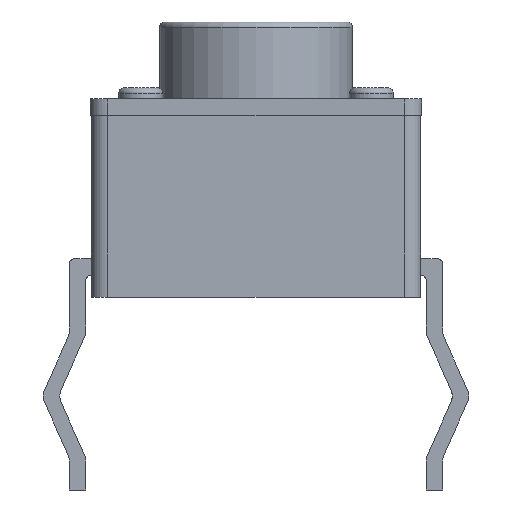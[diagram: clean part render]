
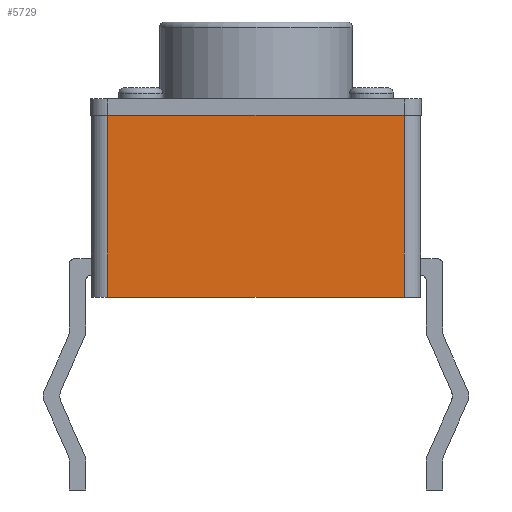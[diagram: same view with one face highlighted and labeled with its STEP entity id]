
A CAD part, left-side view. The second image highlights one B-rep face of the part: STEP entity #5729.
In plain terms, the highlighted planar face has unit normal (-1, 0, 0).
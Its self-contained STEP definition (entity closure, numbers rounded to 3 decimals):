
#4467 = PLANE('',#4468);
#4468 = AXIS2_PLACEMENT_3D('',#4469,#4470,#4471);
#4469 = CARTESIAN_POINT('',(-2.695,-2.695,3.36));
#4470 = DIRECTION('',(0.,0.,1.));
#4471 = DIRECTION('',(0.,-1.,0.));
#4738 = EDGE_CURVE('',#4739,#4741,#4743,.T.);
#4739 = VERTEX_POINT('',#4740);
#4740 = CARTESIAN_POINT('',(-2.995,2.695,3.36));
#4741 = VERTEX_POINT('',#4742);
#4742 = CARTESIAN_POINT('',(-2.995,-2.695,3.36));
#4743 = SURFACE_CURVE('',#4744,(#4748,#4755),.PCURVE_S1.);
#4744 = LINE('',#4745,#4746);
#4745 = CARTESIAN_POINT('',(-2.995,2.695,3.36));
#4746 = VECTOR('',#4747,1.);
#4747 = DIRECTION('',(0.,-1.,0.));
#4748 = PCURVE('',#4467,#4749);
#4749 = DEFINITIONAL_REPRESENTATION('',(#4750),#4754);
#4750 = LINE('',#4751,#4752);
#4751 = CARTESIAN_POINT('',(-5.39,-0.3));
#4752 = VECTOR('',#4753,1.);
#4753 = DIRECTION('',(1.,0.));
#4754 = ( GEOMETRIC_REPRESENTATION_CONTEXT(2) 
PARAMETRIC_REPRESENTATION_CONTEXT() REPRESENTATION_CONTEXT('2D SPACE',''
  ) );
#4755 = PCURVE('',#4756,#4761);
#4756 = PLANE('',#4757);
#4757 = AXIS2_PLACEMENT_3D('',#4758,#4759,#4760);
#4758 = CARTESIAN_POINT('',(-2.995,2.695,3.66));
#4759 = DIRECTION('',(1.,0.,0.));
#4760 = DIRECTION('',(0.,1.,0.));
#4761 = DEFINITIONAL_REPRESENTATION('',(#4762),#4766);
#4762 = LINE('',#4763,#4764);
#4763 = CARTESIAN_POINT('',(-0.,-0.3));
#4764 = VECTOR('',#4765,1.);
#4765 = DIRECTION('',(-1.,0.));
#4766 = ( GEOMETRIC_REPRESENTATION_CONTEXT(2) 
PARAMETRIC_REPRESENTATION_CONTEXT() REPRESENTATION_CONTEXT('2D SPACE',''
  ) );
#4785 = CYLINDRICAL_SURFACE('',#4786,0.3);
#4786 = AXIS2_PLACEMENT_3D('',#4787,#4788,#4789);
#4787 = CARTESIAN_POINT('',(-2.695,-2.695,3.66));
#4788 = DIRECTION('',(-0.,0.,-1.));
#4789 = DIRECTION('',(0.,1.,0.));
#5020 = CYLINDRICAL_SURFACE('',#5021,0.3);
#5021 = AXIS2_PLACEMENT_3D('',#5022,#5023,#5024);
#5022 = CARTESIAN_POINT('',(-2.695,2.695,3.66));
#5023 = DIRECTION('',(-0.,0.,-1.));
#5024 = DIRECTION('',(0.,1.,0.));
#5450 = VERTEX_POINT('',#5451);
#5451 = CARTESIAN_POINT('',(-2.995,-2.695,0.05));
#5461 = PLANE('',#5462);
#5462 = AXIS2_PLACEMENT_3D('',#5463,#5464,#5465);
#5463 = CARTESIAN_POINT('',(-2.695,-2.695,0.05));
#5464 = DIRECTION('',(0.,0.,1.));
#5465 = DIRECTION('',(0.,-1.,0.));
#5502 = EDGE_CURVE('',#5503,#5450,#5505,.T.);
#5503 = VERTEX_POINT('',#5504);
#5504 = CARTESIAN_POINT('',(-2.995,2.695,0.05));
#5505 = SURFACE_CURVE('',#5506,(#5510,#5517),.PCURVE_S1.);
#5506 = LINE('',#5507,#5508);
#5507 = CARTESIAN_POINT('',(-2.995,2.695,0.05));
#5508 = VECTOR('',#5509,1.);
#5509 = DIRECTION('',(0.,-1.,0.));
#5510 = PCURVE('',#5461,#5511);
#5511 = DEFINITIONAL_REPRESENTATION('',(#5512),#5516);
#5512 = LINE('',#5513,#5514);
#5513 = CARTESIAN_POINT('',(-5.39,-0.3));
#5514 = VECTOR('',#5515,1.);
#5515 = DIRECTION('',(1.,0.));
#5516 = ( GEOMETRIC_REPRESENTATION_CONTEXT(2) 
PARAMETRIC_REPRESENTATION_CONTEXT() REPRESENTATION_CONTEXT('2D SPACE',''
  ) );
#5517 = PCURVE('',#4756,#5518);
#5518 = DEFINITIONAL_REPRESENTATION('',(#5519),#5523);
#5519 = LINE('',#5520,#5521);
#5520 = CARTESIAN_POINT('',(-0.,-3.61));
#5521 = VECTOR('',#5522,1.);
#5522 = DIRECTION('',(-1.,0.));
#5523 = ( GEOMETRIC_REPRESENTATION_CONTEXT(2) 
PARAMETRIC_REPRESENTATION_CONTEXT() REPRESENTATION_CONTEXT('2D SPACE',''
  ) );
#5729 = ADVANCED_FACE('',(#5730),#4756,.F.);
#5730 = FACE_BOUND('',#5731,.T.);
#5731 = EDGE_LOOP('',(#5732,#5733,#5776,#5777));
#5732 = ORIENTED_EDGE('',*,*,#4738,.F.);
#5733 = ORIENTED_EDGE('',*,*,#5734,.T.);
#5734 = EDGE_CURVE('',#4739,#5503,#5735,.T.);
#5735 = SURFACE_CURVE('',#5736,(#5740,#5747),.PCURVE_S1.);
#5736 = LINE('',#5737,#5738);
#5737 = CARTESIAN_POINT('',(-2.995,2.695,3.66));
#5738 = VECTOR('',#5739,1.);
#5739 = DIRECTION('',(-0.,0.,-1.));
#5740 = PCURVE('',#4756,#5741);
#5741 = DEFINITIONAL_REPRESENTATION('',(#5742),#5746);
#5742 = LINE('',#5743,#5744);
#5743 = CARTESIAN_POINT('',(0.,0.));
#5744 = VECTOR('',#5745,1.);
#5745 = DIRECTION('',(0.,-1.));
#5746 = ( GEOMETRIC_REPRESENTATION_CONTEXT(2) 
PARAMETRIC_REPRESENTATION_CONTEXT() REPRESENTATION_CONTEXT('2D SPACE',''
  ) );
#5747 = PCURVE('',#5020,#5748);
#5748 = DEFINITIONAL_REPRESENTATION('',(#5749),#5775);
#5749 = B_SPLINE_CURVE_WITH_KNOTS('',3,(#5750,#5751,#5752,#5753,#5754,
    #5755,#5756,#5757,#5758,#5759,#5760,#5761,#5762,#5763,#5764,#5765,
    #5766,#5767,#5768,#5769,#5770,#5771,#5772,#5773,#5774),
  .UNSPECIFIED.,.F.,.F.,(4,1,1,1,1,1,1,1,1,1,1,1,1,1,1,1,1,1,1,1,1,1,4),
  (0.3,0.45,0.601,0.751,0.902,
    1.052,1.203,1.353,1.504,
    1.654,1.805,1.955,2.105,2.256,
    2.406,2.557,2.707,2.858,
    3.008,3.159,3.309,3.46,3.61),
  .QUASI_UNIFORM_KNOTS.);
#5750 = CARTESIAN_POINT('',(4.712,0.3));
#5751 = CARTESIAN_POINT('',(4.712,0.35));
#5752 = CARTESIAN_POINT('',(4.712,0.45));
#5753 = CARTESIAN_POINT('',(4.712,0.601));
#5754 = CARTESIAN_POINT('',(4.712,0.751));
#5755 = CARTESIAN_POINT('',(4.712,0.902));
#5756 = CARTESIAN_POINT('',(4.712,1.052));
#5757 = CARTESIAN_POINT('',(4.712,1.203));
#5758 = CARTESIAN_POINT('',(4.712,1.353));
#5759 = CARTESIAN_POINT('',(4.712,1.504));
#5760 = CARTESIAN_POINT('',(4.712,1.654));
#5761 = CARTESIAN_POINT('',(4.712,1.805));
#5762 = CARTESIAN_POINT('',(4.712,1.955));
#5763 = CARTESIAN_POINT('',(4.712,2.105));
#5764 = CARTESIAN_POINT('',(4.712,2.256));
#5765 = CARTESIAN_POINT('',(4.712,2.406));
#5766 = CARTESIAN_POINT('',(4.712,2.557));
#5767 = CARTESIAN_POINT('',(4.712,2.707));
#5768 = CARTESIAN_POINT('',(4.712,2.858));
#5769 = CARTESIAN_POINT('',(4.712,3.008));
#5770 = CARTESIAN_POINT('',(4.712,3.159));
#5771 = CARTESIAN_POINT('',(4.712,3.309));
#5772 = CARTESIAN_POINT('',(4.712,3.46));
#5773 = CARTESIAN_POINT('',(4.712,3.56));
#5774 = CARTESIAN_POINT('',(4.712,3.61));
#5775 = ( GEOMETRIC_REPRESENTATION_CONTEXT(2) 
PARAMETRIC_REPRESENTATION_CONTEXT() REPRESENTATION_CONTEXT('2D SPACE',''
  ) );
#5776 = ORIENTED_EDGE('',*,*,#5502,.T.);
#5777 = ORIENTED_EDGE('',*,*,#5778,.F.);
#5778 = EDGE_CURVE('',#4741,#5450,#5779,.T.);
#5779 = SURFACE_CURVE('',#5780,(#5784,#5791),.PCURVE_S1.);
#5780 = LINE('',#5781,#5782);
#5781 = CARTESIAN_POINT('',(-2.995,-2.695,3.66));
#5782 = VECTOR('',#5783,1.);
#5783 = DIRECTION('',(-0.,0.,-1.));
#5784 = PCURVE('',#4756,#5785);
#5785 = DEFINITIONAL_REPRESENTATION('',(#5786),#5790);
#5786 = LINE('',#5787,#5788);
#5787 = CARTESIAN_POINT('',(-5.39,0.));
#5788 = VECTOR('',#5789,1.);
#5789 = DIRECTION('',(0.,-1.));
#5790 = ( GEOMETRIC_REPRESENTATION_CONTEXT(2) 
PARAMETRIC_REPRESENTATION_CONTEXT() REPRESENTATION_CONTEXT('2D SPACE',''
  ) );
#5791 = PCURVE('',#4785,#5792);
#5792 = DEFINITIONAL_REPRESENTATION('',(#5793),#5819);
#5793 = B_SPLINE_CURVE_WITH_KNOTS('',3,(#5794,#5795,#5796,#5797,#5798,
    #5799,#5800,#5801,#5802,#5803,#5804,#5805,#5806,#5807,#5808,#5809,
    #5810,#5811,#5812,#5813,#5814,#5815,#5816,#5817,#5818),
  .UNSPECIFIED.,.F.,.F.,(4,1,1,1,1,1,1,1,1,1,1,1,1,1,1,1,1,1,1,1,1,1,4),
  (0.3,0.45,0.601,0.751,0.902,
    1.052,1.203,1.353,1.504,
    1.654,1.805,1.955,2.105,2.256,
    2.406,2.557,2.707,2.858,
    3.008,3.159,3.309,3.46,3.61),
  .QUASI_UNIFORM_KNOTS.);
#5794 = CARTESIAN_POINT('',(4.712,0.3));
#5795 = CARTESIAN_POINT('',(4.712,0.35));
#5796 = CARTESIAN_POINT('',(4.712,0.45));
#5797 = CARTESIAN_POINT('',(4.712,0.601));
#5798 = CARTESIAN_POINT('',(4.712,0.751));
#5799 = CARTESIAN_POINT('',(4.712,0.902));
#5800 = CARTESIAN_POINT('',(4.712,1.052));
#5801 = CARTESIAN_POINT('',(4.712,1.203));
#5802 = CARTESIAN_POINT('',(4.712,1.353));
#5803 = CARTESIAN_POINT('',(4.712,1.504));
#5804 = CARTESIAN_POINT('',(4.712,1.654));
#5805 = CARTESIAN_POINT('',(4.712,1.805));
#5806 = CARTESIAN_POINT('',(4.712,1.955));
#5807 = CARTESIAN_POINT('',(4.712,2.105));
#5808 = CARTESIAN_POINT('',(4.712,2.256));
#5809 = CARTESIAN_POINT('',(4.712,2.406));
#5810 = CARTESIAN_POINT('',(4.712,2.557));
#5811 = CARTESIAN_POINT('',(4.712,2.707));
#5812 = CARTESIAN_POINT('',(4.712,2.858));
#5813 = CARTESIAN_POINT('',(4.712,3.008));
#5814 = CARTESIAN_POINT('',(4.712,3.159));
#5815 = CARTESIAN_POINT('',(4.712,3.309));
#5816 = CARTESIAN_POINT('',(4.712,3.46));
#5817 = CARTESIAN_POINT('',(4.712,3.56));
#5818 = CARTESIAN_POINT('',(4.712,3.61));
#5819 = ( GEOMETRIC_REPRESENTATION_CONTEXT(2) 
PARAMETRIC_REPRESENTATION_CONTEXT() REPRESENTATION_CONTEXT('2D SPACE',''
  ) );
